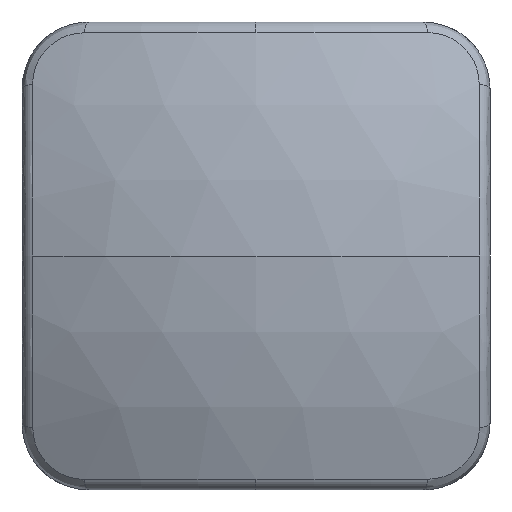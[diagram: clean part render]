
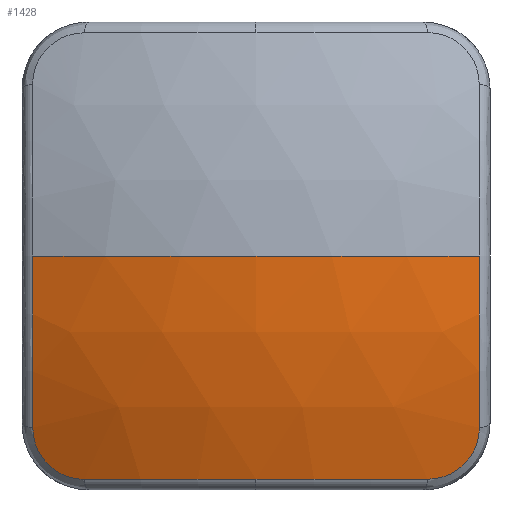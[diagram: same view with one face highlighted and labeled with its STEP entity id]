
A CAD part, left-side view. The second image highlights one B-rep face of the part: STEP entity #1428.
In plain terms, the highlighted spherical face has radius 9.525 mm.
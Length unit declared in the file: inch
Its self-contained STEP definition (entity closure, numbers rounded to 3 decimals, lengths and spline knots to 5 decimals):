
#21 = DIRECTION ( 'NONE',  ( 0., -1., 0. ) ) ;
#30 = B_SPLINE_CURVE_WITH_KNOTS ( 'NONE', 3,
 ( #1297, #1569, #3544, #1849, #205, #2146, #482, #2439, #751, #2727 ),
 .UNSPECIFIED., .F., .F.,
 ( 4, 2, 2, 2, 4 ),
 ( 0., 0.00031, 0.00062, 0.00093, 0.00124 ),
 .UNSPECIFIED. ) ;
#90 = CIRCLE ( 'NONE', #3068, 0.35041 ) ;
#116 = ORIENTED_EDGE ( 'NONE', *, *, #1006, .T. ) ;
#128 = VERTEX_POINT ( 'NONE', #1312 ) ;
#180 = ORIENTED_EDGE ( 'NONE', *, *, #780, .F. ) ;
#182 = DIRECTION ( 'NONE',  ( 0., 0., 1. ) ) ;
#205 = CARTESIAN_POINT ( 'NONE',  ( 0.04393, 0.12743, -0.12164 ) ) ;
#210 = CIRCLE ( 'NONE', #2254, 0.375 ) ;
#248 = CIRCLE ( 'NONE', #2384, 0.375 ) ;
#277 = CARTESIAN_POINT ( 'NONE',  ( 0.03999, -0.10274, -0.13356 ) ) ;
#370 = AXIS2_PLACEMENT_3D ( 'NONE', #2687, #985, #2956 ) ;
#407 = CARTESIAN_POINT ( 'NONE',  ( 0.375, 0., 0. ) ) ;
#446 = AXIS2_PLACEMENT_3D ( 'NONE', #1819, #182, #2112 ) ;
#463 = CIRCLE ( 'NONE', #370, 0.35041 ) ;
#482 = CARTESIAN_POINT ( 'NONE',  ( 0.04356, 0.11816, -0.12973 ) ) ;
#506 = EDGE_CURVE ( 'NONE', #970, #2075, #1969, .T. ) ;
#513 = CIRCLE ( 'NONE', #2376, 0.35041 ) ;
#526 = EDGE_CURVE ( 'NONE', #2116, #2018, #210, .T. ) ;
#679 = DIRECTION ( 'NONE',  ( 1., 0., 0. ) ) ;
#686 = CARTESIAN_POINT ( 'NONE',  ( 0.04393, -0.12164, -0.12743 ) ) ;
#751 = CARTESIAN_POINT ( 'NONE',  ( 0.0412, 0.1067, -0.13356 ) ) ;
#753 = DIRECTION ( 'NONE',  ( 0., 1., 0. ) ) ;
#780 = EDGE_CURVE ( 'NONE', #2116, #2581, #248, .T. ) ;
#814 = CARTESIAN_POINT ( 'NONE',  ( 0.02459, -0.13356, 0. ) ) ;
#819 = CARTESIAN_POINT ( 'NONE',  ( 0.03999, -0.13356, -0.10274 ) ) ;
#828 = CARTESIAN_POINT ( 'NONE',  ( 0., 0., 0. ) ) ;
#839 = EDGE_CURVE ( 'NONE', #2063, #970, #2960, .T. ) ;
#956 = CARTESIAN_POINT ( 'NONE',  ( 0.04356, -0.12973, -0.11816 ) ) ;
#970 = VERTEX_POINT ( 'NONE', #277 ) ;
#985 = DIRECTION ( 'NONE',  ( 0., 0., 1. ) ) ;
#1006 = EDGE_CURVE ( 'NONE', #2018, #128, #90, .T. ) ;
#1233 = CARTESIAN_POINT ( 'NONE',  ( 0.0412, -0.13356, -0.1067 ) ) ;
#1254 = DIRECTION ( 'NONE',  ( 0., 0., -1. ) ) ;
#1271 = CARTESIAN_POINT ( 'NONE',  ( 0.375, 0., 0. ) ) ;
#1272 = EDGE_CURVE ( 'NONE', #128, #1766, #30, .T. ) ;
#1297 = CARTESIAN_POINT ( 'NONE',  ( 0.03999, 0.13356, -0.10274 ) ) ;
#1312 = CARTESIAN_POINT ( 'NONE',  ( 0.03999, 0.13356, -0.10274 ) ) ;
#1328 = FACE_OUTER_BOUND ( 'NONE', #2624, .T. ) ;
#1428 = ADVANCED_FACE ( 'NONE', ( #1328 ), #2079, .T. ) ;
#1497 = EDGE_CURVE ( 'NONE', #2075, #2581, #513, .T. ) ;
#1549 = DIRECTION ( 'NONE',  ( 0., 0., -1. ) ) ;
#1569 = CARTESIAN_POINT ( 'NONE',  ( 0.0412, 0.13356, -0.1067 ) ) ;
#1677 = CARTESIAN_POINT ( 'NONE',  ( 0.375, 0.13356, 0. ) ) ;
#1716 = ORIENTED_EDGE ( 'NONE', *, *, #1497, .T. ) ;
#1766 = VERTEX_POINT ( 'NONE', #3419 ) ;
#1819 = CARTESIAN_POINT ( 'NONE',  ( 0.375, 0., -0.13356 ) ) ;
#1849 = CARTESIAN_POINT ( 'NONE',  ( 0.04356, 0.12974, -0.11815 ) ) ;
#1961 = DIRECTION ( 'NONE',  ( 0., 0., -1. ) ) ;
#1964 = AXIS2_PLACEMENT_3D ( 'NONE', #1271, #1549, #2120 ) ;
#1969 = B_SPLINE_CURVE_WITH_KNOTS ( 'NONE', 3,
 ( #2359, #3469, #2066, #2373, #686, #2649, #956, #2938, #1233, #3208 ),
 .UNSPECIFIED., .F., .F.,
 ( 4, 2, 2, 2, 4 ),
 ( 0., 0.00031, 0.00062, 0.00093, 0.00124 ),
 .UNSPECIFIED. ) ;
#2018 = VERTEX_POINT ( 'NONE', #3589 ) ;
#2039 = ORIENTED_EDGE ( 'NONE', *, *, #839, .T. ) ;
#2063 = VERTEX_POINT ( 'NONE', #2505 ) ;
#2066 = CARTESIAN_POINT ( 'NONE',  ( 0.04219, -0.11066, -0.1328 ) ) ;
#2075 = VERTEX_POINT ( 'NONE', #819 ) ;
#2079 = SPHERICAL_SURFACE ( 'NONE', #1964, 0.375 ) ;
#2112 = DIRECTION ( 'NONE',  ( 1., 0., 0. ) ) ;
#2116 = VERTEX_POINT ( 'NONE', #828 ) ;
#2120 = DIRECTION ( 'NONE',  ( 0., -1., 0. ) ) ;
#2146 = CARTESIAN_POINT ( 'NONE',  ( 0.04393, 0.12166, -0.12741 ) ) ;
#2254 = AXIS2_PLACEMENT_3D ( 'NONE', #2946, #1254, #3217 ) ;
#2359 = CARTESIAN_POINT ( 'NONE',  ( 0.03999, -0.10274, -0.13356 ) ) ;
#2369 = DIRECTION ( 'NONE',  ( 0., 0., 1. ) ) ;
#2373 = CARTESIAN_POINT ( 'NONE',  ( 0.04356, -0.11815, -0.12974 ) ) ;
#2376 = AXIS2_PLACEMENT_3D ( 'NONE', #2443, #753, #2728 ) ;
#2379 = ORIENTED_EDGE ( 'NONE', *, *, #506, .T. ) ;
#2384 = AXIS2_PLACEMENT_3D ( 'NONE', #407, #2369, #679 ) ;
#2439 = CARTESIAN_POINT ( 'NONE',  ( 0.0422, 0.11068, -0.13279 ) ) ;
#2443 = CARTESIAN_POINT ( 'NONE',  ( 0.375, -0.13356, 0. ) ) ;
#2505 = CARTESIAN_POINT ( 'NONE',  ( 0.02459, 0., -0.13356 ) ) ;
#2581 = VERTEX_POINT ( 'NONE', #814 ) ;
#2624 = EDGE_LOOP ( 'NONE', ( #180, #3383, #116, #3567, #2630, #2039, #2379, #1716 ) ) ;
#2630 = ORIENTED_EDGE ( 'NONE', *, *, #3135, .T. ) ;
#2649 = CARTESIAN_POINT ( 'NONE',  ( 0.04393, -0.12741, -0.12166 ) ) ;
#2687 = CARTESIAN_POINT ( 'NONE',  ( 0.375, 0., -0.13356 ) ) ;
#2727 = CARTESIAN_POINT ( 'NONE',  ( 0.03999, 0.10274, -0.13356 ) ) ;
#2728 = DIRECTION ( 'NONE',  ( 0., 0., 1. ) ) ;
#2938 = CARTESIAN_POINT ( 'NONE',  ( 0.0422, -0.13279, -0.11068 ) ) ;
#2946 = CARTESIAN_POINT ( 'NONE',  ( 0.375, 0., 0. ) ) ;
#2956 = DIRECTION ( 'NONE',  ( 1., 0., 0. ) ) ;
#2960 = CIRCLE ( 'NONE', #446, 0.35041 ) ;
#3068 = AXIS2_PLACEMENT_3D ( 'NONE', #1677, #21, #1961 ) ;
#3135 = EDGE_CURVE ( 'NONE', #1766, #2063, #463, .T. ) ;
#3208 = CARTESIAN_POINT ( 'NONE',  ( 0.03999, -0.13356, -0.10274 ) ) ;
#3217 = DIRECTION ( 'NONE',  ( 0., 1., 0. ) ) ;
#3383 = ORIENTED_EDGE ( 'NONE', *, *, #526, .T. ) ;
#3419 = CARTESIAN_POINT ( 'NONE',  ( 0.03999, 0.10274, -0.13356 ) ) ;
#3469 = CARTESIAN_POINT ( 'NONE',  ( 0.0412, -0.1067, -0.13356 ) ) ;
#3544 = CARTESIAN_POINT ( 'NONE',  ( 0.04219, 0.1328, -0.11066 ) ) ;
#3567 = ORIENTED_EDGE ( 'NONE', *, *, #1272, .T. ) ;
#3589 = CARTESIAN_POINT ( 'NONE',  ( 0.02459, 0.13356, 0. ) ) ;
